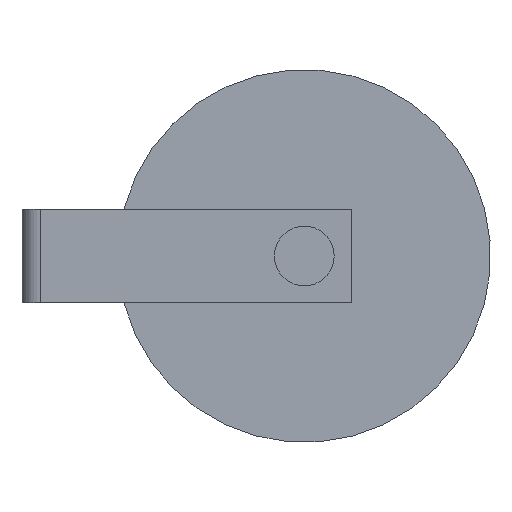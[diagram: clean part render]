
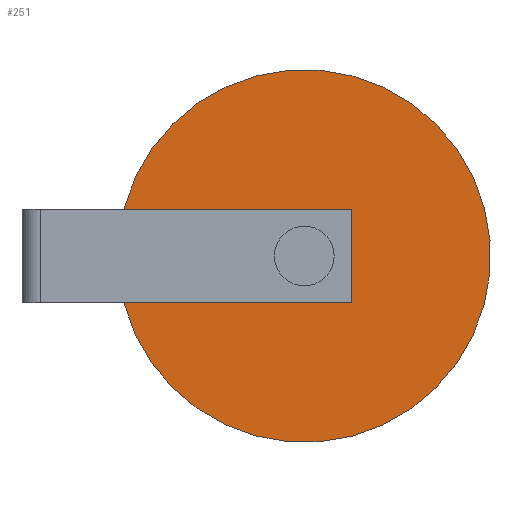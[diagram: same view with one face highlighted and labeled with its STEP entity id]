
A CAD part, left-side view. The second image highlights one B-rep face of the part: STEP entity #251.
In plain terms, the highlighted face is planar.
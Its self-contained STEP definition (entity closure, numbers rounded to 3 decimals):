
#1 = AXIS2_PLACEMENT_3D ( 'NONE', #128, #444, #963 ) ;
#36 = EDGE_CURVE ( 'NONE', #1494, #1976, #1199, .T. ) ;
#54 = CARTESIAN_POINT ( 'NONE',  ( 0., 0., 18. ) ) ;
#128 = CARTESIAN_POINT ( 'NONE',  ( 0., 0., 18. ) ) ;
#135 = CIRCLE ( 'NONE', #1, 50. ) ;
#167 = DIRECTION ( 'NONE',  ( 0., 0., 1. ) ) ;
#251 = ADVANCED_FACE ( 'NONE', ( #479, #1465 ), #687, .T. ) ;
#297 = ORIENTED_EDGE ( 'NONE', *, *, #1562, .T. ) ;
#330 = CIRCLE ( 'NONE', #1819, 7. ) ;
#347 = EDGE_LOOP ( 'NONE', ( #633, #297 ) ) ;
#421 = DIRECTION ( 'NONE',  ( 1., 0., 0. ) ) ;
#428 = EDGE_LOOP ( 'NONE', ( #943, #1922 ) ) ;
#444 = DIRECTION ( 'NONE',  ( 0., 0., 1. ) ) ;
#479 = FACE_BOUND ( 'NONE', #428, .T. ) ;
#616 = VERTEX_POINT ( 'NONE', #1114 ) ;
#633 = ORIENTED_EDGE ( 'NONE', *, *, #36, .T. ) ;
#687 = PLANE ( 'NONE',  #1416 ) ;
#702 = DIRECTION ( 'NONE',  ( 1., 0., 0. ) ) ;
#736 = AXIS2_PLACEMENT_3D ( 'NONE', #1613, #167, #1136 ) ;
#780 = CARTESIAN_POINT ( 'NONE',  ( -50., 0., 18. ) ) ;
#868 = EDGE_CURVE ( 'NONE', #1544, #616, #1845, .T. ) ;
#873 = CARTESIAN_POINT ( 'NONE',  ( 0., 0., 18. ) ) ;
#943 = ORIENTED_EDGE ( 'NONE', *, *, #1454, .F. ) ;
#963 = DIRECTION ( 'NONE',  ( 1., 0., 0. ) ) ;
#1031 = DIRECTION ( 'NONE',  ( 1., 0., 0. ) ) ;
#1110 = CARTESIAN_POINT ( 'NONE',  ( -7., 0., 18. ) ) ;
#1114 = CARTESIAN_POINT ( 'NONE',  ( 7., 0., 18. ) ) ;
#1136 = DIRECTION ( 'NONE',  ( 1., 0., 0. ) ) ;
#1199 = CIRCLE ( 'NONE', #736, 50. ) ;
#1206 = CARTESIAN_POINT ( 'NONE',  ( 50., 0., 18. ) ) ;
#1329 = DIRECTION ( 'NONE',  ( 0., 0., 1. ) ) ;
#1416 = AXIS2_PLACEMENT_3D ( 'NONE', #54, #1492, #702 ) ;
#1454 = EDGE_CURVE ( 'NONE', #616, #1544, #330, .T. ) ;
#1465 = FACE_OUTER_BOUND ( 'NONE', #347, .T. ) ;
#1492 = DIRECTION ( 'NONE',  ( 0., 0., 1. ) ) ;
#1494 = VERTEX_POINT ( 'NONE', #780 ) ;
#1544 = VERTEX_POINT ( 'NONE', #1110 ) ;
#1562 = EDGE_CURVE ( 'NONE', #1976, #1494, #135, .T. ) ;
#1613 = CARTESIAN_POINT ( 'NONE',  ( 0., 0., 18. ) ) ;
#1819 = AXIS2_PLACEMENT_3D ( 'NONE', #1905, #2077, #421 ) ;
#1845 = CIRCLE ( 'NONE', #1859, 7. ) ;
#1859 = AXIS2_PLACEMENT_3D ( 'NONE', #873, #1329, #1031 ) ;
#1905 = CARTESIAN_POINT ( 'NONE',  ( 0., 0., 18. ) ) ;
#1922 = ORIENTED_EDGE ( 'NONE', *, *, #868, .F. ) ;
#1976 = VERTEX_POINT ( 'NONE', #1206 ) ;
#2077 = DIRECTION ( 'NONE',  ( 0., 0., 1. ) ) ;
